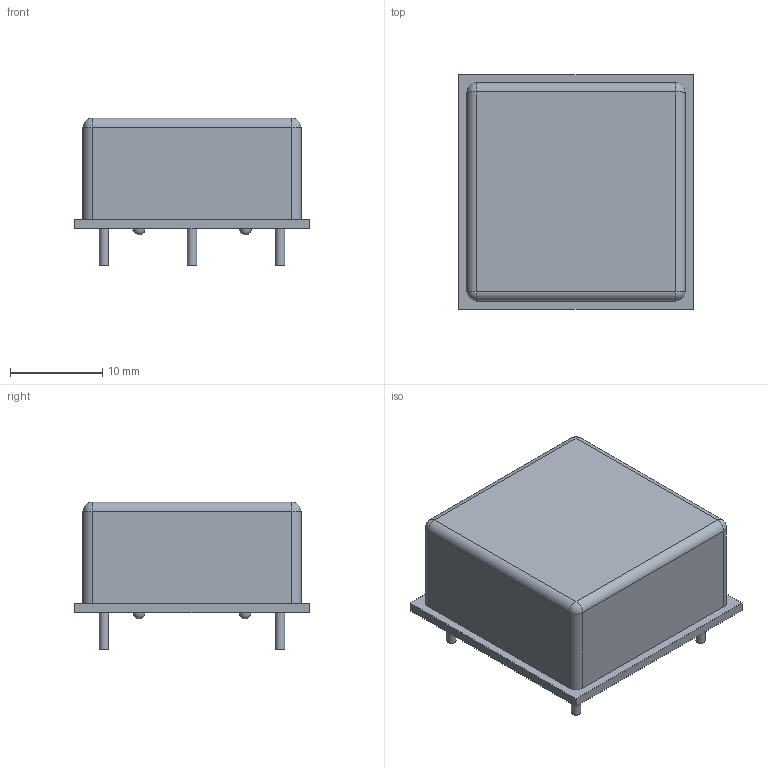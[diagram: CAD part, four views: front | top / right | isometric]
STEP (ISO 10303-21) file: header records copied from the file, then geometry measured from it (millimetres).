
FILE_DESCRIPTION(/* description */ ('STEP AP242','CAx-IF Rec.Pracs.---Representation and Presentation of Product Manufacturing Information (PMI)---4.0---2014-10-13','CAx-IF Rec.Pracs.---3D Tessellated Geometry---0.4---2014-09-14','2;1'),/* implementation_level */ '2;1');
FILE_NAME(/* name */ '68dd030549b1a8de1cd92832',/* time_stamp */ '2025-10-01T10:31:34Z',/* author */ (''),/* organization */ (''),/* preprocessor_version */ 'ST-DEVELOPER v20',/* originating_system */ 'ONSHAPE BY PTC INC, 1.204',/* authorisation */ ' ');
FILE_SCHEMA (('AP242_MANAGED_MODEL_BASED_3D_ENGINEERING_MIM_LF { 1 0 10303 442 1 1 4 }'));
Length unit declared in the file: metre
Products named in the file (1): OSC5A2B02
Bounding box: 25.4 x 25.4 x 16 mm (x, y, z)
Volume: 6760.7 mm3; surface area: 2439.4 mm2
Topology: 1 solids, 1 shells, 37 faces, 79 edges, 46 vertices
Faces by surface type: plane 16, cylinder 13, sphere 8
Full cylindrical faces by diameter (mm): 1 x5
Entity records: 904 total; most frequent: DIRECTION 168, CARTESIAN_POINT 142, ORIENTED_EDGE 124, AXIS2_PLACEMENT_3D 68, EDGE_CURVE 62, EDGE_LOOP 52, FACE_BOUND 52, VERTEX_POINT 42
